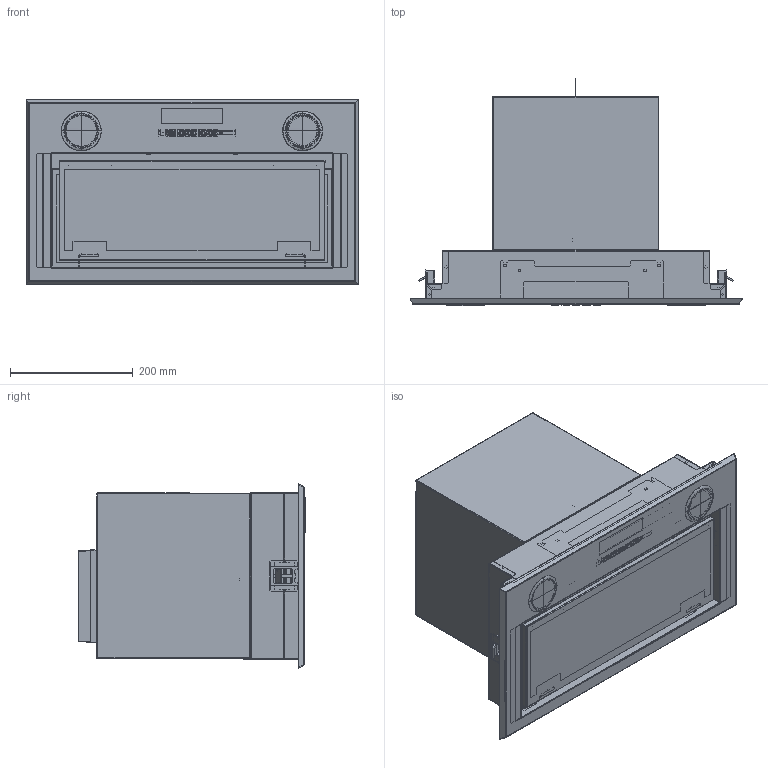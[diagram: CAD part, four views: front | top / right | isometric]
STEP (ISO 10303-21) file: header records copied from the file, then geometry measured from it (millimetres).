
FILE_DESCRIPTION(/* description */ (''),/* implementation_level */ '2;1');
FILE_NAME(/* name */ '110.0357.399 VICTORY2.0 A54',/* time_stamp */ '2024-03-19T17:44:02+01:00',/* author */ (''),/* organization */ (''),/* preprocessor_version */ 'ST-DEVELOPER v16.5',/* originating_system */ 'Rhino 7.34',/* authorisation */ '');
FILE_SCHEMA (('CONFIG_CONTROL_DESIGN'));
Products named in the file (42): Document; G02_104; G02_044; CMM_114; CMM_009; CME_710_ASM; CME_138; CME_701_CONN; CME_CONNETTORE_M2; CME_FEMALE_TERMINAL; SCR_004; G02_110; CMM_106_AF0; RVT_003; 77A_054; A18_022; G03_002; G02_733_ASM; G02_045; A42_716_ASM; A42_052; A42_022; A42_058; S96_034; A41_FERMAGLIO_DURO; G02_031; G03_001; CME_FARETTO_PIATTO; A65_724_ASM; A65_029; A65_030; A65_028; A65_032; A65_031; 178_702_ASM; 178_055; 178_056; 178_059; 178_053; 178_054 ...
Assembly tree (68 placements, depth 4):
  Document
    G02_104
    G02_044  x2
    CMM_114  x2
    CMM_009  x2
    CME_710_ASM
      CME_138
      CME_701_CONN
      CME_CONNETTORE_M2
      CME_FEMALE_TERMINAL  x2
    SCR_004  x2
    G02_110
    CMM_106_AF0
    RVT_003  x4
    77A_054  x2
    A18_022
    G03_002
    G02_733_ASM
      G02_045
      A42_716_ASM
        A42_052
        A42_022
        A42_058
      A42_052
      SCR_004  x2
      S96_034  x2
      RVT_003  x8
      A41_FERMAGLIO_DURO  x2
      G02_031
    G03_001
    CME_FARETTO_PIATTO  x2
    A65_724_ASM
      A65_029
      A65_030
      A65_028
      A65_032  x4
      A65_031
    178_702_ASM  x2
      178_055
      178_056
      178_059
      178_053
      178_054
    FIM_010
    G02_101
Bounding box: 540 x 370.39 x 300 mm (x, y, z)
Volume: 1171941.7 mm3
Topology: 68 solids, 80 shells, 7217 faces, 18754 edges, 11585 vertices
Faces by surface type: plane 4382, cylinder 1822, bspline 1013
Full cylindrical faces by diameter (mm): 2 x1
Entity records: 200880 total; most frequent: CARTESIAN_POINT 107622, ORIENTED_EDGE 27105, EDGE_CURVE 13658, B_SPLINE_CURVE_WITH_KNOTS 9286, VERTEX_POINT 8389, EDGE_LOOP 5932, ADVANCED_FACE 5257, FACE_OUTER_BOUND 5257
